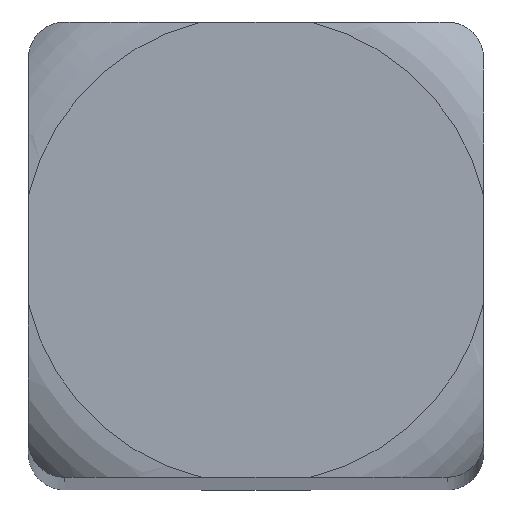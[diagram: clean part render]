
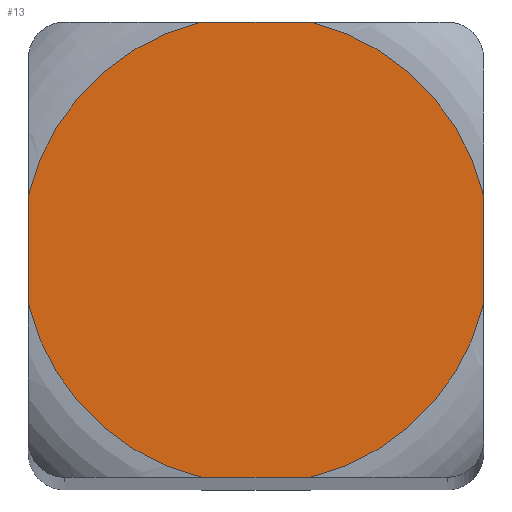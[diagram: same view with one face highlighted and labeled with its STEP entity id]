
A CAD part, top view. The second image highlights one B-rep face of the part: STEP entity #13.
In plain terms, the highlighted planar face has unit normal (0, 0, 1).
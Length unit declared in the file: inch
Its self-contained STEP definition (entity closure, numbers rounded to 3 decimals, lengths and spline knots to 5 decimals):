
#11 = EDGE_LOOP ( 'NONE', ( #98, #99, #101, #102, #104, #105, #32, #34 ) ) ;
#13 = ADVANCED_FACE ( 'NONE', ( #404 ), #266, .F. ) ;
#30 = EDGE_CURVE ( 'NONE', #108, #192, #276, .T. ) ;
#32 = ORIENTED_EDGE ( 'NONE', *, *, #106, .T. ) ;
#34 = ORIENTED_EDGE ( 'NONE', *, *, #30, .T. ) ;
#35 = EDGE_CURVE ( 'NONE', #178, #107, #350, .T. ) ;
#98 = ORIENTED_EDGE ( 'NONE', *, *, #188, .T. ) ;
#99 = ORIENTED_EDGE ( 'NONE', *, *, #100, .T. ) ;
#100 = EDGE_CURVE ( 'NONE', #184, #159, #244, .T. ) ;
#101 = ORIENTED_EDGE ( 'NONE', *, *, #158, .T. ) ;
#102 = ORIENTED_EDGE ( 'NONE', *, *, #103, .T. ) ;
#103 = EDGE_CURVE ( 'NONE', #160, #177, #416, .T. ) ;
#104 = ORIENTED_EDGE ( 'NONE', *, *, #176, .T. ) ;
#105 = ORIENTED_EDGE ( 'NONE', *, *, #35, .T. ) ;
#106 = EDGE_CURVE ( 'NONE', #107, #108, #411, .T. ) ;
#107 = VERTEX_POINT ( 'NONE', #407 ) ;
#108 = VERTEX_POINT ( 'NONE', #406 ) ;
#158 = EDGE_CURVE ( 'NONE', #159, #160, #574, .T. ) ;
#159 = VERTEX_POINT ( 'NONE', #439 ) ;
#160 = VERTEX_POINT ( 'NONE', #438 ) ;
#176 = EDGE_CURVE ( 'NONE', #177, #178, #537, .T. ) ;
#177 = VERTEX_POINT ( 'NONE', #533 ) ;
#178 = VERTEX_POINT ( 'NONE', #532 ) ;
#184 = VERTEX_POINT ( 'NONE', #468 ) ;
#188 = EDGE_CURVE ( 'NONE', #192, #184, #482, .T. ) ;
#192 = VERTEX_POINT ( 'NONE', #656 ) ;
#227 = DIRECTION ( 'NONE',  ( 1., 0., 0. ) ) ;
#228 = DIRECTION ( 'NONE',  ( 0., 0., 1. ) ) ;
#241 = DIRECTION ( 'NONE',  ( 0., 0., 1. ) ) ;
#242 = CARTESIAN_POINT ( 'NONE',  ( 0., 0., 1. ) ) ;
#243 = AXIS2_PLACEMENT_3D ( 'NONE', #242, #241, #417 ) ;
#244 = CIRCLE ( 'NONE', #243, 0.06425 ) ;
#252 = DIRECTION ( 'NONE',  ( -1., 0., 0. ) ) ;
#253 = DIRECTION ( 'NONE',  ( 0., 0., -1. ) ) ;
#254 = AXIS2_PLACEMENT_3D ( 'NONE', #403, #253, #252 ) ;
#266 = PLANE ( 'NONE',  #254 ) ;
#275 = AXIS2_PLACEMENT_3D ( 'NONE', #278, #228, #227 ) ;
#276 = CIRCLE ( 'NONE', #275, 0.06425 ) ;
#278 = CARTESIAN_POINT ( 'NONE',  ( 0., 0., 1. ) ) ;
#346 = DIRECTION ( 'NONE',  ( 1., 0., 0. ) ) ;
#347 = DIRECTION ( 'NONE',  ( 0., 0., 1. ) ) ;
#348 = CARTESIAN_POINT ( 'NONE',  ( 0., 0., 1. ) ) ;
#349 = AXIS2_PLACEMENT_3D ( 'NONE', #348, #347, #346 ) ;
#350 = CIRCLE ( 'NONE', #349, 0.06425 ) ;
#403 = CARTESIAN_POINT ( 'NONE',  ( -0.0625, 0.0625, 1. ) ) ;
#404 = FACE_OUTER_BOUND ( 'NONE', #11, .T. ) ;
#406 = CARTESIAN_POINT ( 'NONE',  ( -0.01488, 0.0625, 1. ) ) ;
#407 = CARTESIAN_POINT ( 'NONE',  ( 0.01488, 0.0625, 1. ) ) ;
#408 = DIRECTION ( 'NONE',  ( -1., 0., 0. ) ) ;
#409 = VECTOR ( 'NONE', #408, 39.37008 ) ;
#410 = CARTESIAN_POINT ( 'NONE',  ( -0.0625, 0.0625, 1. ) ) ;
#411 = LINE ( 'NONE', #410, #409 ) ;
#412 = DIRECTION ( 'NONE',  ( 1., 0., 0. ) ) ;
#413 = DIRECTION ( 'NONE',  ( 0., 0., 1. ) ) ;
#414 = CARTESIAN_POINT ( 'NONE',  ( 0., 0., 1. ) ) ;
#415 = AXIS2_PLACEMENT_3D ( 'NONE', #414, #413, #412 ) ;
#416 = CIRCLE ( 'NONE', #415, 0.06425 ) ;
#417 = DIRECTION ( 'NONE',  ( 1., 0., 0. ) ) ;
#438 = CARTESIAN_POINT ( 'NONE',  ( 0.01488, -0.0625, 1. ) ) ;
#439 = CARTESIAN_POINT ( 'NONE',  ( -0.01488, -0.0625, 1. ) ) ;
#440 = DIRECTION ( 'NONE',  ( 1., 0., 0. ) ) ;
#441 = VECTOR ( 'NONE', #440, 39.37008 ) ;
#442 = CARTESIAN_POINT ( 'NONE',  ( -0.0625, -0.0625, 1. ) ) ;
#468 = CARTESIAN_POINT ( 'NONE',  ( -0.0625, -0.01488, 1. ) ) ;
#479 = DIRECTION ( 'NONE',  ( 0., -1., 0. ) ) ;
#480 = VECTOR ( 'NONE', #479, 39.37008 ) ;
#481 = CARTESIAN_POINT ( 'NONE',  ( -0.0625, -0.0625, 1. ) ) ;
#482 = LINE ( 'NONE', #481, #480 ) ;
#532 = CARTESIAN_POINT ( 'NONE',  ( 0.0625, 0.01488, 1. ) ) ;
#533 = CARTESIAN_POINT ( 'NONE',  ( 0.0625, -0.01488, 1. ) ) ;
#534 = DIRECTION ( 'NONE',  ( 0., 1., 0. ) ) ;
#535 = VECTOR ( 'NONE', #534, 39.37008 ) ;
#536 = CARTESIAN_POINT ( 'NONE',  ( 0.0625, -0.0625, 1. ) ) ;
#537 = LINE ( 'NONE', #536, #535 ) ;
#574 = LINE ( 'NONE', #442, #441 ) ;
#656 = CARTESIAN_POINT ( 'NONE',  ( -0.0625, 0.01488, 1. ) ) ;
